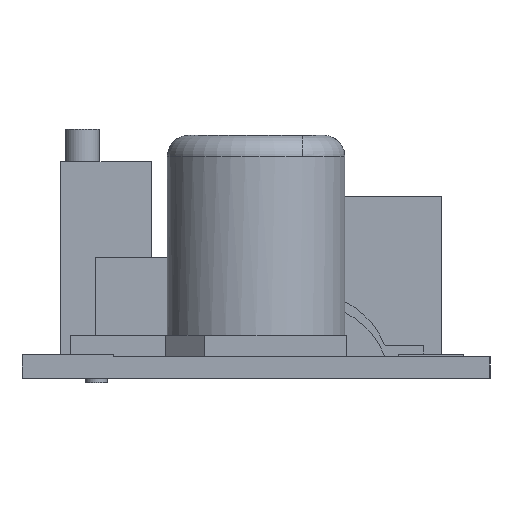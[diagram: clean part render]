
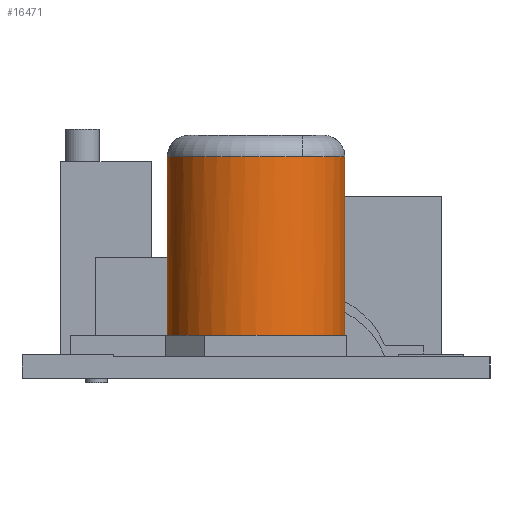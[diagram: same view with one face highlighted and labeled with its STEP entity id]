
A CAD part, left-side view. The second image highlights one B-rep face of the part: STEP entity #16471.
In plain terms, the highlighted cylindrical face has radius 4.105 mm (diameter 8.21 mm), a full revolution.
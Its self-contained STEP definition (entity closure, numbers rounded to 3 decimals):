
#285=CYLINDRICAL_SURFACE('',#17421,4.105);
#330=CIRCLE('',#17374,4.105);
#335=CIRCLE('',#17412,4.105);
#337=CIRCLE('',#17422,4.105);
#338=CIRCLE('',#17423,4.105);
#339=CIRCLE('',#17424,4.105);
#1077=FACE_OUTER_BOUND('',#2052,.T.);
#2052=EDGE_LOOP('',(#11071,#11072,#11073,#11074,#11075,#11076,#11077));
#3403=LINE('',#24052,#5152);
#5152=VECTOR('',#18693,4.105);
#6954=VERTEX_POINT('',#23906);
#6955=VERTEX_POINT('',#23907);
#6986=VERTEX_POINT('',#24051);
#6987=VERTEX_POINT('',#24053);
#6988=VERTEX_POINT('',#24055);
#8529=EDGE_CURVE('',#6954,#6955,#330,.T.);
#8588=EDGE_CURVE('',#6955,#6954,#335,.T.);
#8601=EDGE_CURVE('',#6954,#6986,#3403,.T.);
#8602=EDGE_CURVE('',#6986,#6987,#337,.F.);
#8603=EDGE_CURVE('',#6987,#6988,#338,.F.);
#8604=EDGE_CURVE('',#6988,#6986,#339,.F.);
#11071=ORIENTED_EDGE('',*,*,#8529,.T.);
#11072=ORIENTED_EDGE('',*,*,#8588,.T.);
#11073=ORIENTED_EDGE('',*,*,#8601,.T.);
#11074=ORIENTED_EDGE('',*,*,#8602,.T.);
#11075=ORIENTED_EDGE('',*,*,#8603,.T.);
#11076=ORIENTED_EDGE('',*,*,#8604,.T.);
#11077=ORIENTED_EDGE('',*,*,#8601,.F.);
#16471=ADVANCED_FACE('',(#1077),#285,.T.);
#17374=AXIS2_PLACEMENT_3D('',#23908,#18532,#18533);
#17412=AXIS2_PLACEMENT_3D('',#24026,#18662,#18663);
#17421=AXIS2_PLACEMENT_3D('',#24050,#18691,#18692);
#17422=AXIS2_PLACEMENT_3D('',#24054,#18694,#18695);
#17423=AXIS2_PLACEMENT_3D('',#24056,#18696,#18697);
#17424=AXIS2_PLACEMENT_3D('',#24057,#18698,#18699);
#18532=DIRECTION('center_axis',(0.,0.,1.));
#18533=DIRECTION('ref_axis',(1.,0.,0.));
#18662=DIRECTION('center_axis',(0.,0.,1.));
#18663=DIRECTION('ref_axis',(1.,0.,0.));
#18691=DIRECTION('center_axis',(0.,0.,-1.));
#18692=DIRECTION('ref_axis',(-1.,0.,0.));
#18693=DIRECTION('',(0.,0.,1.));
#18694=DIRECTION('center_axis',(0.,0.,1.));
#18695=DIRECTION('ref_axis',(1.,0.,0.));
#18696=DIRECTION('center_axis',(0.,0.,1.));
#18697=DIRECTION('ref_axis',(1.,0.,0.));
#18698=DIRECTION('center_axis',(0.,0.,1.));
#18699=DIRECTION('ref_axis',(1.,0.,0.));
#23906=CARTESIAN_POINT('',(-13.121,0.,2.));
#23907=CARTESIAN_POINT('',(-21.331,0.,2.));
#23908=CARTESIAN_POINT('Origin',(-17.226,0.,2.));
#24026=CARTESIAN_POINT('Origin',(-17.226,0.,2.));
#24050=CARTESIAN_POINT('Origin',(-17.226,0.,11.22));
#24051=CARTESIAN_POINT('',(-13.121,0.,10.22));
#24052=CARTESIAN_POINT('',(-13.121,0.,11.22));
#24053=CARTESIAN_POINT('',(-13.724,-2.141,10.22));
#24054=CARTESIAN_POINT('Origin',(-17.226,0.,10.22));
#24055=CARTESIAN_POINT('',(-20.729,-2.141,10.22));
#24056=CARTESIAN_POINT('Origin',(-17.226,0.,10.22));
#24057=CARTESIAN_POINT('Origin',(-17.226,0.,10.22));
